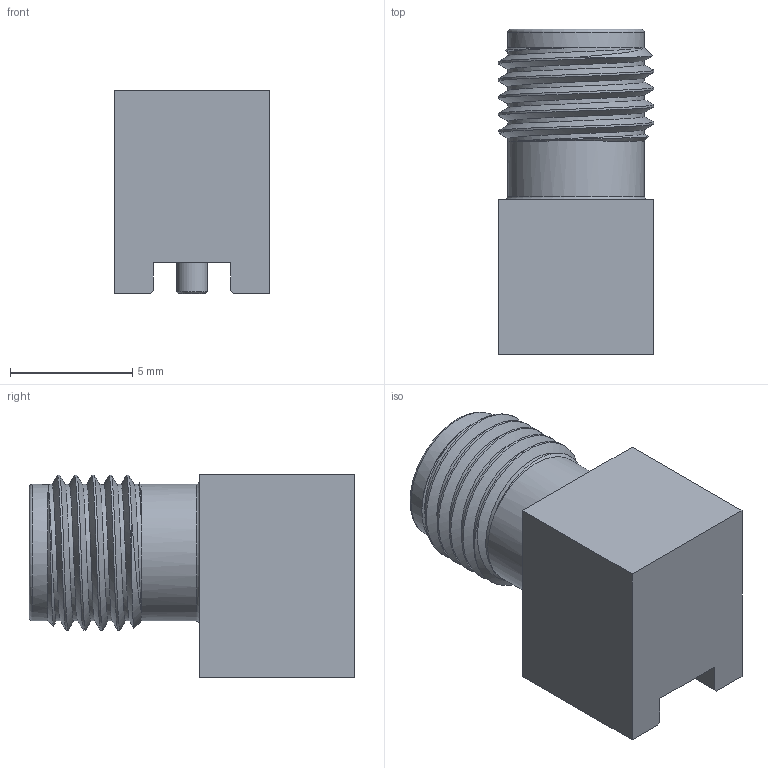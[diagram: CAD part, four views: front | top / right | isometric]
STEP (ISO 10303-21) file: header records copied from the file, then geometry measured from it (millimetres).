
FILE_DESCRIPTION (( 'STEP AP203' ), '1' );
FILE_NAME ('FMCN44282_3D.step', '2022-12-09T16:37:55', ( '' ), ( '' ), 'SwSTEP 2.0', 'SolidWorks 2021', '' );
FILE_SCHEMA (( 'CONFIG_CONTROL_DESIGN' ));
Length unit declared in the file: inch
Products named in the file (1): FMCN44282_3D
Bounding box: 6.35 x 13.3 x 8.31 mm (x, y, z)
Volume: 455.8 mm3; surface area: 509 mm2
Topology: 1 solids, 1 shells, 51 faces, 124 edges, 79 vertices
Faces by surface type: plane 30, cone 8, cylinder 8, bspline 3, torus 2
Full cylindrical faces by diameter (mm): 0.914 x1, 1.168 x1, 1.27 x1, 4.089 x1, 4.572 x1, 5.582 x2
Entity records: 3198 total; most frequent: CARTESIAN_POINT 2028, DIRECTION 216, ORIENTED_EDGE 216, EDGE_CURVE 108, AXIS2_PLACEMENT_3D 80, VERTEX_POINT 74, EDGE_LOOP 66, FACE_OUTER_BOUND 60
